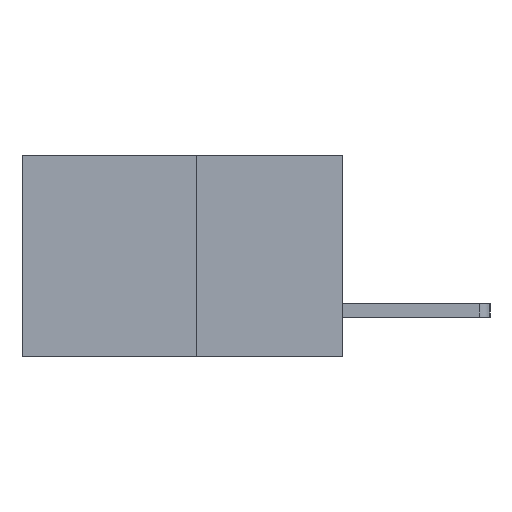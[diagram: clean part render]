
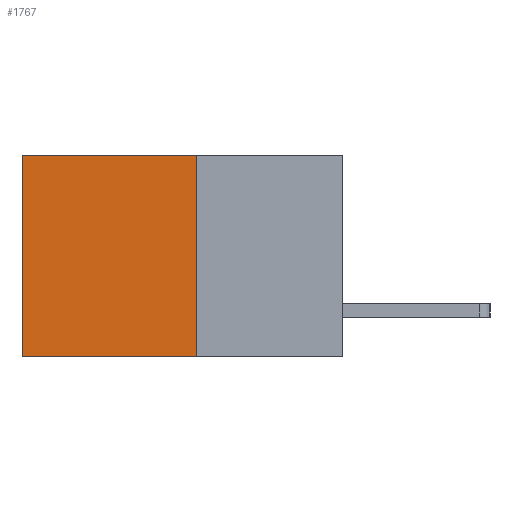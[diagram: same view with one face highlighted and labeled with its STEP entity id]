
A CAD part, left-side view. The second image highlights one B-rep face of the part: STEP entity #1767.
In plain terms, the highlighted planar face has unit normal (-1, 0, 0).
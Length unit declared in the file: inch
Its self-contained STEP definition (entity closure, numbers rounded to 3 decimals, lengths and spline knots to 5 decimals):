
#308 = CARTESIAN_POINT ( 'NONE',  ( 0.277, 0.27, 0. ) ) ;
#550 = LINE ( 'NONE', #2984, #8624 ) ;
#605 = EDGE_LOOP ( 'NONE', ( #3285, #5736, #10273, #3571 ) ) ;
#703 = VECTOR ( 'NONE', #8161, 39.37008 ) ;
#1617 = FACE_OUTER_BOUND ( 'NONE', #605, .T. ) ;
#1767 = ADVANCED_FACE ( 'NONE', ( #1617 ), #2088, .F. ) ;
#2018 = VERTEX_POINT ( 'NONE', #7299 ) ;
#2088 = PLANE ( 'NONE',  #8052 ) ;
#2215 = DIRECTION ( 'NONE',  ( 0., 0., -1. ) ) ;
#2984 = CARTESIAN_POINT ( 'NONE',  ( 0.277, 0.59, -0.37 ) ) ;
#3093 = DIRECTION ( 'NONE',  ( 0., 0., -1. ) ) ;
#3285 = ORIENTED_EDGE ( 'NONE', *, *, #7837, .T. ) ;
#3571 = ORIENTED_EDGE ( 'NONE', *, *, #9170, .T. ) ;
#4290 = DIRECTION ( 'NONE',  ( 1., 0., 0. ) ) ;
#4533 = VECTOR ( 'NONE', #8631, 39.37008 ) ;
#5601 = VERTEX_POINT ( 'NONE', #9278 ) ;
#5703 = EDGE_CURVE ( 'NONE', #5601, #2018, #8791, .T. ) ;
#5736 = ORIENTED_EDGE ( 'NONE', *, *, #5703, .F. ) ;
#5746 = LINE ( 'NONE', #8132, #703 ) ;
#6326 = CARTESIAN_POINT ( 'NONE',  ( 0.277, 0.27, -0.37 ) ) ;
#6485 = VECTOR ( 'NONE', #8669, 39.37008 ) ;
#6948 = LINE ( 'NONE', #308, #4533 ) ;
#7299 = CARTESIAN_POINT ( 'NONE',  ( 0.277, 0.59, -0.37 ) ) ;
#7414 = EDGE_CURVE ( 'NONE', #10105, #5601, #5746, .T. ) ;
#7517 = CARTESIAN_POINT ( 'NONE',  ( 0.277, 0.59, 0. ) ) ;
#7837 = EDGE_CURVE ( 'NONE', #8509, #2018, #550, .T. ) ;
#8052 = AXIS2_PLACEMENT_3D ( 'NONE', #6326, #4290, #2215 ) ;
#8132 = CARTESIAN_POINT ( 'NONE',  ( 0.277, 0.27, -0.37 ) ) ;
#8161 = DIRECTION ( 'NONE',  ( 0., 0., -1. ) ) ;
#8509 = VERTEX_POINT ( 'NONE', #7517 ) ;
#8624 = VECTOR ( 'NONE', #3093, 39.37008 ) ;
#8631 = DIRECTION ( 'NONE',  ( 0., 1., 0. ) ) ;
#8669 = DIRECTION ( 'NONE',  ( 0., 1., 0. ) ) ;
#8791 = LINE ( 'NONE', #10815, #6485 ) ;
#9170 = EDGE_CURVE ( 'NONE', #10105, #8509, #6948, .T. ) ;
#9278 = CARTESIAN_POINT ( 'NONE',  ( 0.277, 0.27, -0.37 ) ) ;
#10105 = VERTEX_POINT ( 'NONE', #10281 ) ;
#10273 = ORIENTED_EDGE ( 'NONE', *, *, #7414, .F. ) ;
#10281 = CARTESIAN_POINT ( 'NONE',  ( 0.277, 0.27, 0. ) ) ;
#10815 = CARTESIAN_POINT ( 'NONE',  ( 0.277, 0.27, -0.37 ) ) ;
